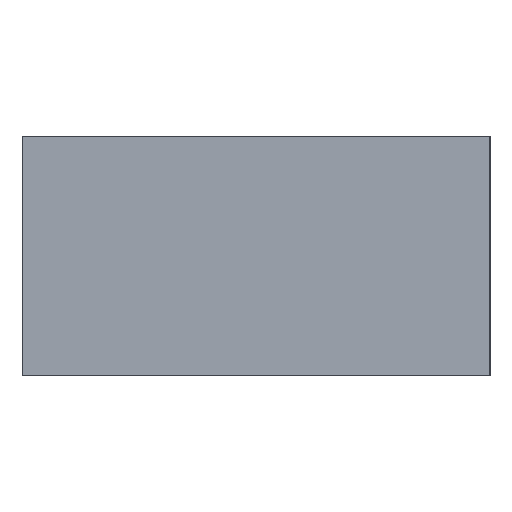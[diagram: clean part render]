
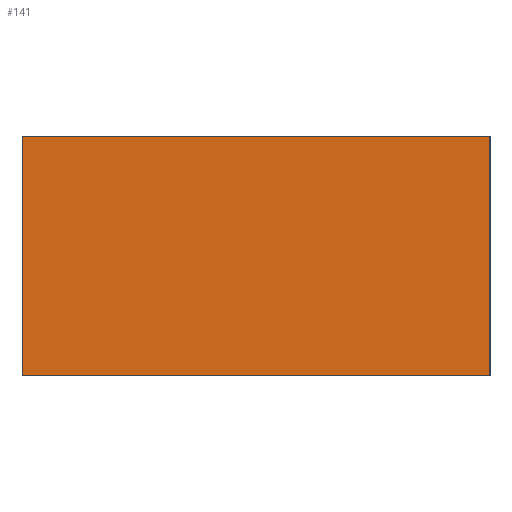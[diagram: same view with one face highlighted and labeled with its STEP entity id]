
A CAD part, left-side view. The second image highlights one B-rep face of the part: STEP entity #141.
In plain terms, the highlighted planar face has unit normal (-1, 0, 0).
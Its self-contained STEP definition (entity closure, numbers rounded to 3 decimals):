
#20=FACE_OUTER_BOUND('',#28,.T.);
#28=EDGE_LOOP('',(#108,#109,#110,#111));
#43=LINE('',#231,#59);
#45=LINE('',#235,#61);
#46=LINE('',#237,#62);
#47=LINE('',#238,#63);
#59=VECTOR('',#186,6.4);
#61=VECTOR('',#190,12.5);
#62=VECTOR('',#191,6.4);
#63=VECTOR('',#192,12.5);
#74=VERTEX_POINT('',#228);
#75=VERTEX_POINT('',#230);
#76=VERTEX_POINT('',#234);
#77=VERTEX_POINT('',#236);
#87=EDGE_CURVE('',#75,#74,#43,.T.);
#89=EDGE_CURVE('',#76,#74,#45,.T.);
#90=EDGE_CURVE('',#77,#76,#46,.T.);
#91=EDGE_CURVE('',#77,#75,#47,.T.);
#108=ORIENTED_EDGE('',*,*,#89,.F.);
#109=ORIENTED_EDGE('',*,*,#90,.F.);
#110=ORIENTED_EDGE('',*,*,#91,.T.);
#111=ORIENTED_EDGE('',*,*,#87,.T.);
#134=PLANE('',#163);
#141=ADVANCED_FACE('',(#20),#134,.T.);
#163=AXIS2_PLACEMENT_3D('',#233,#188,#189);
#186=DIRECTION('',(0.,0.,-1.));
#188=DIRECTION('center_axis',(-1.,0.,0.));
#189=DIRECTION('ref_axis',(0.,0.,1.));
#190=DIRECTION('',(0.,1.,0.));
#191=DIRECTION('',(0.,0.,-1.));
#192=DIRECTION('',(0.,1.,0.));
#228=CARTESIAN_POINT('',(237.5,12.5,0.));
#230=CARTESIAN_POINT('',(237.5,12.5,6.4));
#231=CARTESIAN_POINT('',(237.5,12.5,6.4));
#233=CARTESIAN_POINT('Origin',(237.5,0.,6.4));
#234=CARTESIAN_POINT('',(237.5,0.,0.));
#235=CARTESIAN_POINT('',(237.5,0.,0.));
#236=CARTESIAN_POINT('',(237.5,0.,6.4));
#237=CARTESIAN_POINT('',(237.5,0.,6.4));
#238=CARTESIAN_POINT('',(237.5,0.,6.4));
